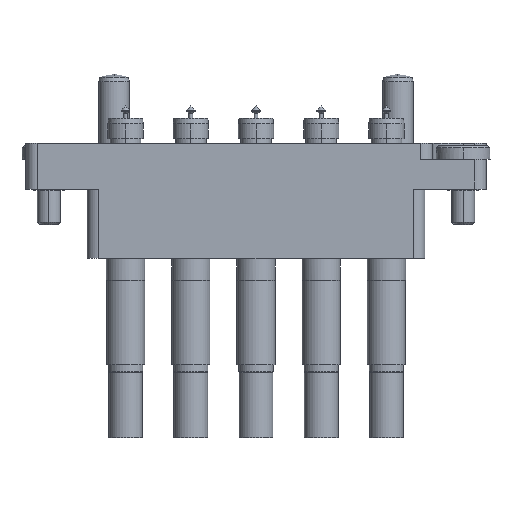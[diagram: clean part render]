
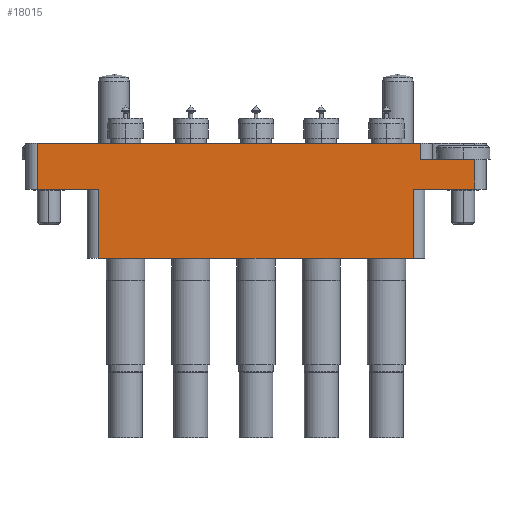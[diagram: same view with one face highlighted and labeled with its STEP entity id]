
A CAD part, left-side view. The second image highlights one B-rep face of the part: STEP entity #18015.
In plain terms, the highlighted face is planar.
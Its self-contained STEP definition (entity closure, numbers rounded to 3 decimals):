
#43 = DIRECTION ( 'NONE',  ( -1., 0., 0. ) ) ;
#1304 = ORIENTED_EDGE ( 'NONE', *, *, #2230, .F. ) ;
#1349 = EDGE_CURVE ( 'NONE', #3579, #19664, #3798, .T. ) ;
#1357 = CARTESIAN_POINT ( 'NONE',  ( 30., 3.9, 14.35 ) ) ;
#1645 = DIRECTION ( 'NONE',  ( 0., -1., 0. ) ) ;
#2230 = EDGE_CURVE ( 'NONE', #21672, #14261, #13918, .T. ) ;
#2704 = DIRECTION ( 'NONE',  ( 0., 1., 0. ) ) ;
#2765 = EDGE_CURVE ( 'NONE', #3579, #12617, #4112, .T. ) ;
#3336 = ORIENTED_EDGE ( 'NONE', *, *, #5935, .F. ) ;
#3353 = CARTESIAN_POINT ( 'NONE',  ( -20.5, 0., 14.35 ) ) ;
#3579 = VERTEX_POINT ( 'NONE', #16215 ) ;
#3798 = LINE ( 'NONE', #10930, #18879 ) ;
#4112 = LINE ( 'NONE', #7287, #21536 ) ;
#4459 = LINE ( 'NONE', #18796, #15609 ) ;
#4861 = VERTEX_POINT ( 'NONE', #3353 ) ;
#4905 = VERTEX_POINT ( 'NONE', #13786 ) ;
#5734 = VECTOR ( 'NONE', #16574, 1000. ) ;
#5935 = EDGE_CURVE ( 'NONE', #4861, #19846, #8975, .T. ) ;
#6108 = CARTESIAN_POINT ( 'NONE',  ( -28.5, 0., 14.35 ) ) ;
#6265 = VECTOR ( 'NONE', #10038, 1000. ) ;
#6406 = LINE ( 'NONE', #1357, #6265 ) ;
#6537 = CARTESIAN_POINT ( 'NONE',  ( -22., -9., 14.35 ) ) ;
#6854 = CARTESIAN_POINT ( 'NONE',  ( 20.5, -9., 14.35 ) ) ;
#6863 = AXIS2_PLACEMENT_3D ( 'NONE', #9308, #14830, #43 ) ;
#7287 = CARTESIAN_POINT ( 'NONE',  ( 30., 0., 14.35 ) ) ;
#7617 = LINE ( 'NONE', #16903, #7922 ) ;
#7922 = VECTOR ( 'NONE', #11135, 1000. ) ;
#8404 = ORIENTED_EDGE ( 'NONE', *, *, #19833, .T. ) ;
#8526 = DIRECTION ( 'NONE',  ( -1., 0., 0. ) ) ;
#8632 = CARTESIAN_POINT ( 'NONE',  ( -28.5, 6., 14.35 ) ) ;
#8762 = ORIENTED_EDGE ( 'NONE', *, *, #1349, .T. ) ;
#8975 = LINE ( 'NONE', #18261, #10023 ) ;
#9170 = CARTESIAN_POINT ( 'NONE',  ( 28.5, 3.9, 14.35 ) ) ;
#9308 = CARTESIAN_POINT ( 'NONE',  ( -30., 0., 14.35 ) ) ;
#9390 = LINE ( 'NONE', #14797, #5734 ) ;
#10023 = VECTOR ( 'NONE', #10723, 1000. ) ;
#10038 = DIRECTION ( 'NONE',  ( 1., 0., 0. ) ) ;
#10043 = CARTESIAN_POINT ( 'NONE',  ( -20.5, -9., 14.35 ) ) ;
#10627 = VECTOR ( 'NONE', #8526, 1000. ) ;
#10723 = DIRECTION ( 'NONE',  ( -1., 0., 0. ) ) ;
#10930 = CARTESIAN_POINT ( 'NONE',  ( 28.5, 3.9, 14.35 ) ) ;
#11042 = ORIENTED_EDGE ( 'NONE', *, *, #22730, .F. ) ;
#11135 = DIRECTION ( 'NONE',  ( 1., 0., 0. ) ) ;
#11179 = PLANE ( 'NONE',  #6863 ) ;
#12617 = VERTEX_POINT ( 'NONE', #22159 ) ;
#13086 = ORIENTED_EDGE ( 'NONE', *, *, #16228, .F. ) ;
#13299 = CARTESIAN_POINT ( 'NONE',  ( -20.5, 0., 14.35 ) ) ;
#13786 = CARTESIAN_POINT ( 'NONE',  ( 21.5, 6., 14.35 ) ) ;
#13918 = LINE ( 'NONE', #6537, #10627 ) ;
#14261 = VERTEX_POINT ( 'NONE', #10043 ) ;
#14382 = ORIENTED_EDGE ( 'NONE', *, *, #2765, .F. ) ;
#14797 = CARTESIAN_POINT ( 'NONE',  ( 21.5, 0., 14.35 ) ) ;
#14830 = DIRECTION ( 'NONE',  ( 0., 0., -1. ) ) ;
#15199 = VERTEX_POINT ( 'NONE', #19957 ) ;
#15359 = ORIENTED_EDGE ( 'NONE', *, *, #17416, .T. ) ;
#15609 = VECTOR ( 'NONE', #2704, 1000. ) ;
#15741 = LINE ( 'NONE', #22899, #15928 ) ;
#15843 = VECTOR ( 'NONE', #20488, 1000. ) ;
#15928 = VECTOR ( 'NONE', #1645, 1000. ) ;
#16215 = CARTESIAN_POINT ( 'NONE',  ( 28.5, 0., 14.35 ) ) ;
#16228 = EDGE_CURVE ( 'NONE', #17053, #4905, #7617, .T. ) ;
#16356 = DIRECTION ( 'NONE',  ( 0., 1., 0. ) ) ;
#16574 = DIRECTION ( 'NONE',  ( 0., 1., 0. ) ) ;
#16903 = CARTESIAN_POINT ( 'NONE',  ( -30., 6., 14.35 ) ) ;
#17053 = VERTEX_POINT ( 'NONE', #8632 ) ;
#17298 = EDGE_CURVE ( 'NONE', #4861, #14261, #22248, .T. ) ;
#17416 = EDGE_CURVE ( 'NONE', #15199, #4905, #9390, .T. ) ;
#17905 = FACE_OUTER_BOUND ( 'NONE', #22806, .T. ) ;
#18015 = ADVANCED_FACE ( 'NONE', ( #17905 ), #11179, .F. ) ;
#18261 = CARTESIAN_POINT ( 'NONE',  ( 30., 0., 14.35 ) ) ;
#18796 = CARTESIAN_POINT ( 'NONE',  ( 20.5, 0., 14.35 ) ) ;
#18879 = VECTOR ( 'NONE', #16356, 1000. ) ;
#18903 = ORIENTED_EDGE ( 'NONE', *, *, #21396, .T. ) ;
#19664 = VERTEX_POINT ( 'NONE', #9170 ) ;
#19833 = EDGE_CURVE ( 'NONE', #17053, #19846, #15741, .T. ) ;
#19846 = VERTEX_POINT ( 'NONE', #6108 ) ;
#19861 = DIRECTION ( 'NONE',  ( -1., 0., 0. ) ) ;
#19957 = CARTESIAN_POINT ( 'NONE',  ( 21.5, 3.9, 14.35 ) ) ;
#20122 = ORIENTED_EDGE ( 'NONE', *, *, #17298, .T. ) ;
#20488 = DIRECTION ( 'NONE',  ( 0., -1., 0. ) ) ;
#21396 = EDGE_CURVE ( 'NONE', #21672, #12617, #4459, .T. ) ;
#21536 = VECTOR ( 'NONE', #19861, 1000. ) ;
#21672 = VERTEX_POINT ( 'NONE', #6854 ) ;
#22159 = CARTESIAN_POINT ( 'NONE',  ( 20.5, 0., 14.35 ) ) ;
#22248 = LINE ( 'NONE', #13299, #15843 ) ;
#22730 = EDGE_CURVE ( 'NONE', #15199, #19664, #6406, .T. ) ;
#22806 = EDGE_LOOP ( 'NONE', ( #1304, #18903, #14382, #8762, #11042, #15359, #13086, #8404, #3336, #20122 ) ) ;
#22899 = CARTESIAN_POINT ( 'NONE',  ( -28.5, 0., 14.35 ) ) ;
